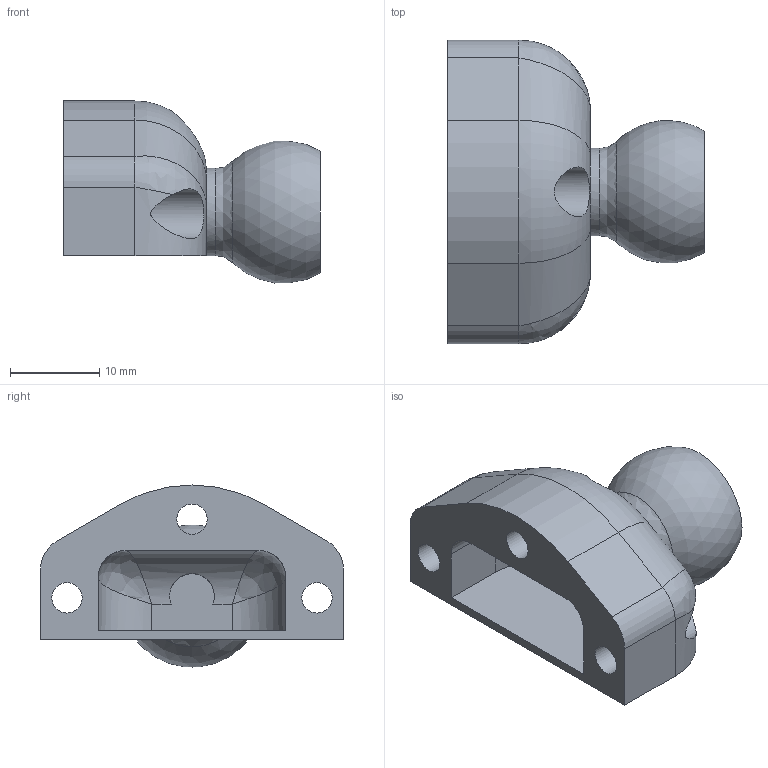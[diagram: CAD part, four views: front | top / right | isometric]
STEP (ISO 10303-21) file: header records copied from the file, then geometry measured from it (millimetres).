
FILE_DESCRIPTION(('FreeCAD Model'),'2;1');
FILE_NAME('Open CASCADE Shape Model','2024-07-27T15:18:00',(''),(''), 'Open CASCADE STEP processor 7.6','FreeCAD','Unknown');
FILE_SCHEMA(('AUTOMOTIVE_DESIGN { 1 0 10303 214 1 1 1 1 }'));
Length unit declared in the file: millimetre
Products named in the file (1): ConnPiece
Bounding box: 28.77 x 34 x 20.39 mm (x, y, z)
Volume: 5424.8 mm3; surface area: 4328.3 mm2
Topology: 1 solids, 1 shells, 49 faces, 119 edges, 71 vertices
Faces by surface type: cylinder 21, plane 18, bspline 4, revolution 2, sphere 2, torus 1, cone 1
Full cylindrical faces by diameter (mm): 3.4 x3, 5 x1, 5.6 x3, 9.8 x1
Entity records: 2646 total; most frequent: CARTESIAN_POINT 1511, ORIENTED_EDGE 230, DIRECTION 223, EDGE_CURVE 115, AXIS2_PLACEMENT_3D 86, VERTEX_POINT 71, FACE_BOUND 58, EDGE_LOOP 58
